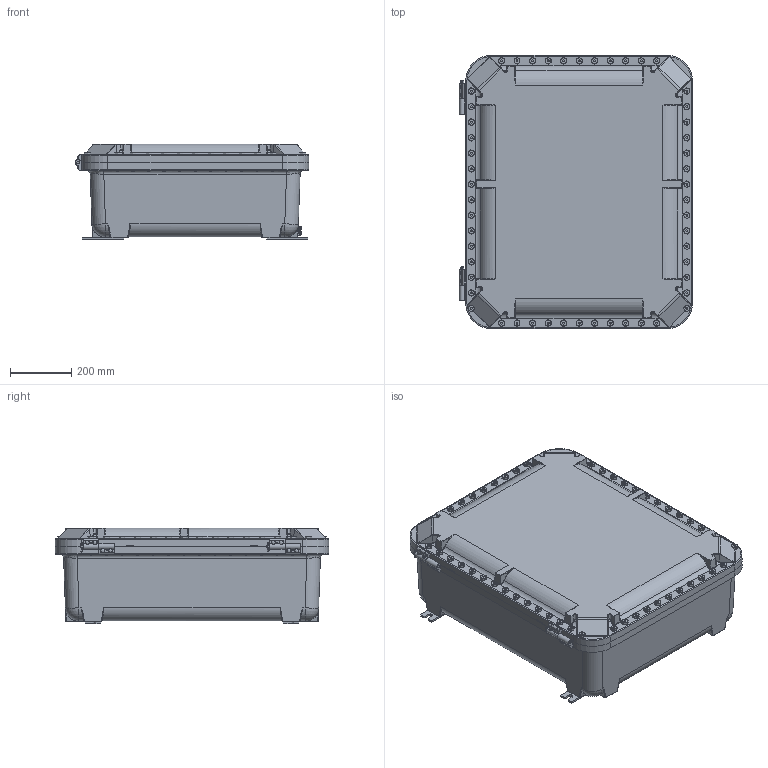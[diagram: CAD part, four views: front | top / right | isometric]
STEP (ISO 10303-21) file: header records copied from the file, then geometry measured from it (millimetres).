
FILE_DESCRIPTION(/* description */ (''),/* implementation_level */ '2;1');
FILE_NAME(/* name */ 'KIL_EXB-24308 N34.stp',/* time_stamp */ '2017-11-17T17:05:33+06:00',/* author */ ('ypadmaraja'),/* organization */ (''),/* preprocessor_version */ 'ST-DEVELOPER v16.13',/* originating_system */ 'Autodesk Inventor 2018',/* authorisation */ '');
FILE_SCHEMA (('AUTOMOTIVE_DESIGN { 1 0 10303 214 3 1 1 }'));
Products named in the file (19): EXB-24308 N34; 20545; 20544; 0106275B; 01917; 0720361B; 14729-gasket-12; 16972AAAB; 17750AAAB; 01917_1; 17770AAAB; 17473AAAB; SAE J487a - 1/8 x 3/4    Extended Prong Square Cut Type; KIT-346; 18238AAAB; 18243; ANSI B18.6.3 - 1/4-20 UNC x 1; ANSI B18.6.3 - 4-40 x 3/8; ASME B18.21.1 - 1/4
Assembly tree (91 placements, depth 3):
  EXB-24308 N34
    20545
    20544
    0106275B  x4
    01917
      17770AAAB
      17473AAAB
      SAE J487a - 1/8 x 3/4    Extended Prong Square Cut Type
    0720361B  x52
    14729-gasket-12
    16972AAAB  x8
    17750AAAB  x8
    01917_1
      17770AAAB
      17473AAAB
      SAE J487a - 1/8 x 3/4    Extended Prong Square Cut Type
    KIT-346
      18238AAAB
      18243
      ANSI B18.6.3 - 1/4-20 UNC x 1  x2
      ANSI B18.6.3 - 4-40 x 3/8
      ASME B18.21.1 - 1/4  x2
Bounding box: 763.56 x 895.35 x 313.53 mm (x, y, z)
Volume: 73980168.4 mm3; surface area: 4442188.7 mm2
Topology: 90 solids, 91 shells, 6250 faces, 15945 edges, 10286 vertices
Faces by surface type: plane 4336, bspline 697, cylinder 613, cone 460, torus 108, sphere 36
Full cylindrical faces by diameter (mm): 2.845 x1, 3.048 x1, 3.571 x2, 3.962 x4, 4.953 x1, 6.35 x6, 6.401 x8, 7.717 x8, 7.798 x18, 7.938 x4, 8.331 x8, 9.286 x8, 9.525 x2, 9.55 x4, 10.312 x8, 10.592 x50, 12.423 x52, 12.802 x8, 13.208 x2, 13.386 x2, 13.494 x48, 14.287 x8, 19.05 x52
Entity records: 81940 total; most frequent: CARTESIAN_POINT 28981, ORIENTED_EDGE 10954, DIRECTION 9002, EDGE_CURVE 5477, VERTEX_POINT 3599, LINE 3078, VECTOR 3078, AXIS2_PLACEMENT_3D 2962
